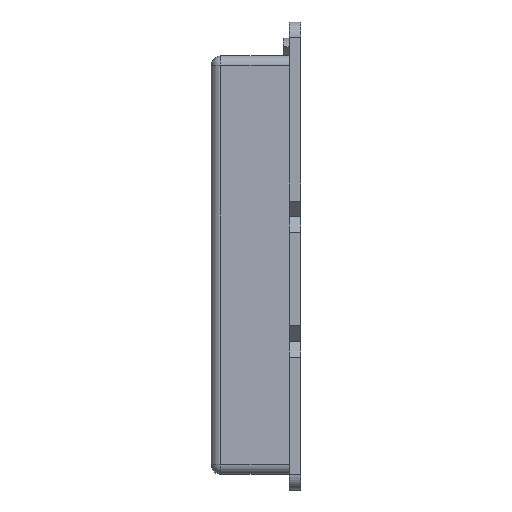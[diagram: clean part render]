
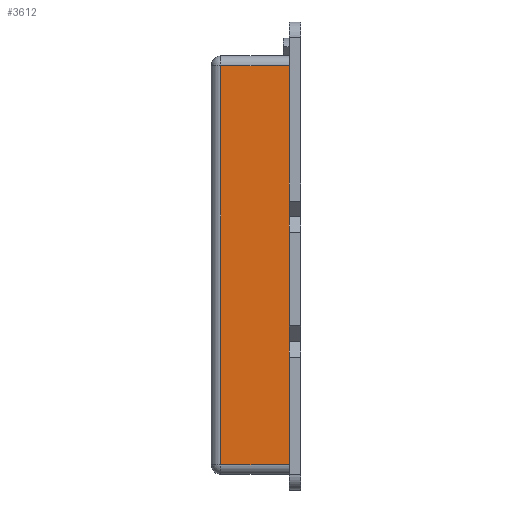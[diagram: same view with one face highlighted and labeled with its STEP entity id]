
A CAD part, left-side view. The second image highlights one B-rep face of the part: STEP entity #3612.
In plain terms, the highlighted planar face has unit normal (-1, 0, 0).
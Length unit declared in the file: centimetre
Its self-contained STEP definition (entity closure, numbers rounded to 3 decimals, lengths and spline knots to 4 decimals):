
#245=PLANE('',#3863);
#409=FACE_OUTER_BOUND('',#633,.T.);
#633=EDGE_LOOP('',(#3151,#3152,#3153,#3154));
#882=LINE('',#6054,#1217);
#965=LINE('',#6313,#1300);
#968=LINE('',#6331,#1303);
#970=LINE('',#6334,#1305);
#1217=VECTOR('',#4291,1.);
#1300=VECTOR('',#4522,1.);
#1303=VECTOR('',#4553,1.);
#1305=VECTOR('',#4557,1.);
#1723=VERTEX_POINT('',#6051);
#1724=VERTEX_POINT('',#6053);
#1825=VERTEX_POINT('',#6310);
#1826=VERTEX_POINT('',#6312);
#2154=EDGE_CURVE('',#1723,#1724,#882,.T.);
#2284=EDGE_CURVE('',#1825,#1826,#965,.T.);
#2293=EDGE_CURVE('',#1826,#1723,#968,.T.);
#2295=EDGE_CURVE('',#1724,#1825,#970,.T.);
#3151=ORIENTED_EDGE('',*,*,#2284,.F.);
#3152=ORIENTED_EDGE('',*,*,#2295,.F.);
#3153=ORIENTED_EDGE('',*,*,#2154,.F.);
#3154=ORIENTED_EDGE('',*,*,#2293,.F.);
#3612=ADVANCED_FACE('',(#409),#245,.T.);
#3863=AXIS2_PLACEMENT_3D('',#6336,#4560,#4561);
#4291=DIRECTION('',(0.,0.,-1.));
#4522=DIRECTION('',(0.,0.,1.));
#4553=DIRECTION('',(0.,-1.,0.));
#4557=DIRECTION('',(0.,1.,0.));
#4560=DIRECTION('center_axis',(-1.,0.,0.));
#4561=DIRECTION('ref_axis',(0.,0.,1.));
#6051=CARTESIAN_POINT('',(0.7903,0.2,7.968));
#6053=CARTESIAN_POINT('',(0.7903,0.2,-2.25));
#6054=CARTESIAN_POINT('',(0.7903,0.2,1.5213));
#6310=CARTESIAN_POINT('',(0.7903,1.95,-2.25));
#6312=CARTESIAN_POINT('',(0.7903,1.95,7.968));
#6313=CARTESIAN_POINT('',(0.7903,1.95,1.0213));
#6331=CARTESIAN_POINT('',(0.7903,0.2,7.968));
#6334=CARTESIAN_POINT('',(0.7903,0.2,-2.25));
#6336=CARTESIAN_POINT('Origin',(0.7903,0.2,-1.5));
